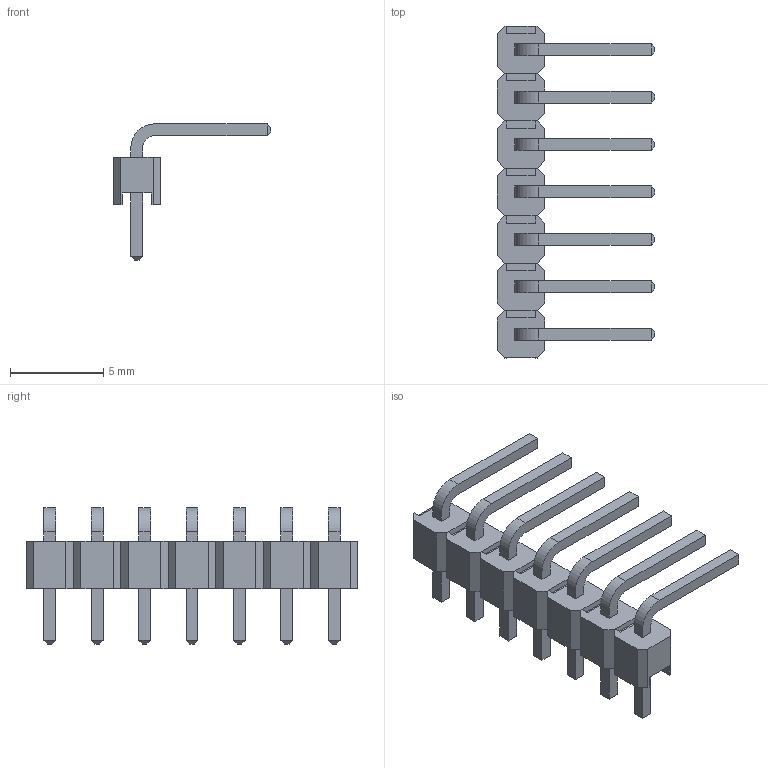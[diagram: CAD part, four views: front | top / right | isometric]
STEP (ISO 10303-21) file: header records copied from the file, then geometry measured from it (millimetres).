
FILE_DESCRIPTION(('FreeCAD Model'),'2;1');
FILE_NAME('7Pin.step','2021-01-26T11:51:11',( 'Author'),(''),'Open CASCADE STEP processor 7.3','FreeCAD','Unknown' );
FILE_SCHEMA(('AUTOMOTIVE_DESIGN { 1 0 10303 214 1 1 1 1 }'));
Length unit declared in the file: millimetre
Products named in the file (7): Fusion; Fusion001; Fusion002; Fusion003; Fusion004; Fusion005; Fusion006
Bounding box: 8.45 x 17.78 x 7.3 mm (x, y, z)
Volume: 123.6 mm3; surface area: 467.7 mm2
Topology: 7 solids, 7 shells, 280 faces, 700 edges, 448 vertices
Faces by surface type: plane 266, cylinder 14
Entity records: 19111 total; most frequent: CARTESIAN_POINT 2969, DIRECTION 2550, LINE 1904, VECTOR 1904, ORIENTED_EDGE 1400, PCURVE 1400, DEFINITIONAL_REPRESENTATION 1400, EDGE_CURVE 700
